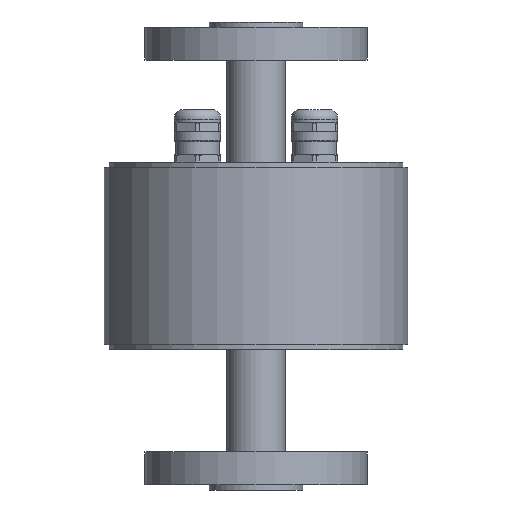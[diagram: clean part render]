
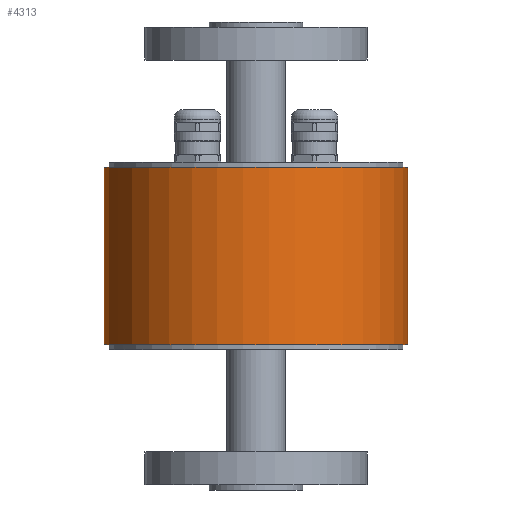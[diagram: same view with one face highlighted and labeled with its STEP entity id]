
A CAD part, front view. The second image highlights one B-rep face of the part: STEP entity #4313.
In plain terms, the highlighted cylindrical face has radius 65 mm (diameter 130 mm), a partial arc.
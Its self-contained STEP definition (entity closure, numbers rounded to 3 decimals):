
#409=FACE_OUTER_BOUND('',#704,.T.);
#704=EDGE_LOOP('',(#2876,#2877,#2878,#2879));
#1008=LINE('',#6748,#1233);
#1009=LINE('',#6751,#1234);
#1233=VECTOR('',#5329,10.);
#1234=VECTOR('',#5332,10.);
#1464=CIRCLE('',#4646,65.);
#1467=CIRCLE('',#4651,65.);
#1749=VERTEX_POINT('',#6739);
#1750=VERTEX_POINT('',#6740);
#1751=VERTEX_POINT('',#6747);
#1752=VERTEX_POINT('',#6749);
#2171=EDGE_CURVE('',#1750,#1749,#1464,.T.);
#2174=EDGE_CURVE('',#1751,#1750,#1008,.T.);
#2175=EDGE_CURVE('',#1752,#1751,#1467,.T.);
#2176=EDGE_CURVE('',#1749,#1752,#1009,.T.);
#2876=ORIENTED_EDGE('',*,*,#2174,.F.);
#2877=ORIENTED_EDGE('',*,*,#2175,.F.);
#2878=ORIENTED_EDGE('',*,*,#2176,.F.);
#2879=ORIENTED_EDGE('',*,*,#2171,.F.);
#3923=CYLINDRICAL_SURFACE('',#4650,65.);
#4313=ADVANCED_FACE('',(#409),#3923,.T.);
#4646=AXIS2_PLACEMENT_3D('',#6742,#5319,#5320);
#4650=AXIS2_PLACEMENT_3D('',#6746,#5327,#5328);
#4651=AXIS2_PLACEMENT_3D('',#6750,#5330,#5331);
#5319=DIRECTION('center_axis',(0.,0.,-1.));
#5320=DIRECTION('ref_axis',(-0.579,0.815,0.));
#5327=DIRECTION('center_axis',(0.,0.,1.));
#5328=DIRECTION('ref_axis',(0.,-1.,0.));
#5329=DIRECTION('',(0.,0.,-1.));
#5330=DIRECTION('center_axis',(0.,0.,1.));
#5331=DIRECTION('ref_axis',(-0.579,0.815,0.));
#5332=DIRECTION('',(0.,0.,1.));
#6739=CARTESIAN_POINT('',(-55.593,56.971,-38.));
#6740=CARTESIAN_POINT('',(19.667,56.971,-38.));
#6742=CARTESIAN_POINT('Origin',(-17.963,3.971,-38.));
#6746=CARTESIAN_POINT('Origin',(-17.963,3.971,0.));
#6747=CARTESIAN_POINT('',(19.667,56.971,38.));
#6748=CARTESIAN_POINT('',(19.667,56.971,0.));
#6749=CARTESIAN_POINT('',(-55.593,56.971,38.));
#6750=CARTESIAN_POINT('Origin',(-17.963,3.971,38.));
#6751=CARTESIAN_POINT('',(-55.593,56.971,0.));
